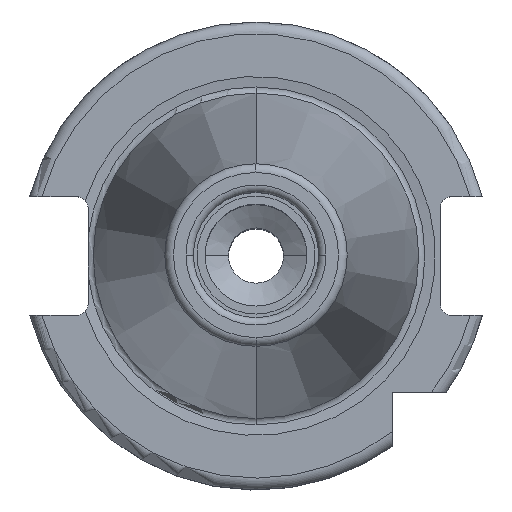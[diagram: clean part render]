
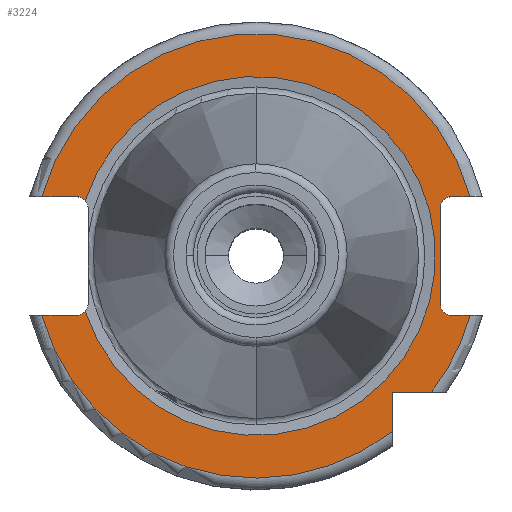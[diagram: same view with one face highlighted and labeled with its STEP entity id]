
A CAD part, top view. The second image highlights one B-rep face of the part: STEP entity #3224.
In plain terms, the highlighted face is planar.
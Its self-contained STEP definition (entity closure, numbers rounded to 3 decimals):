
#903=CARTESIAN_POINT('',(23.189,-7.496,3.2));
#908=CARTESIAN_POINT('',(24.4,-6.45,3.2));
#909=DIRECTION('',(0.,0.,1.));
#910=DIRECTION('',(-0.757,-0.654,0.));
#911=AXIS2_PLACEMENT_3D('',#908,#909,#910);
#931=CARTESIAN_POINT('',(0.,0.,3.2));
#932=DIRECTION('',(0.,0.,1.));
#933=DIRECTION('',(0.952,0.308,0.));
#934=AXIS2_PLACEMENT_3D('',#931,#932,#933);
#939=DIRECTION('',(0.,1.,0.));
#940=VECTOR('',#939,12.9);
#941=CARTESIAN_POINT('',(-25.,-6.45,3.2));
#942=LINE('',#941,#940);
#946=DIRECTION('',(1.,0.,0.));
#947=VECTOR('',#946,2.481);
#948=CARTESIAN_POINT('',(-29.081,-8.05,3.2));
#949=LINE('',#948,#947);
#953=DIRECTION('',(-1.,0.,0.));
#954=VECTOR('',#953,5.339);
#955=CARTESIAN_POINT('',(-18.5,-18.5,3.2));
#956=LINE('',#955,#954);
#960=DIRECTION('',(0.,1.,0.));
#961=VECTOR('',#960,5.339);
#962=CARTESIAN_POINT('',(-18.5,-23.839,3.2));
#963=LINE('',#962,#961);
#967=DIRECTION('',(-1.,0.,0.));
#968=VECTOR('',#967,4.681);
#969=CARTESIAN_POINT('',(29.081,-8.05,3.2));
#970=LINE('',#969,#968);
#974=DIRECTION('',(-1.,0.,0.));
#975=VECTOR('',#974,4.681);
#976=CARTESIAN_POINT('',(29.081,8.05,3.2));
#977=LINE('',#976,#975);
#981=DIRECTION('',(1.,0.,0.));
#982=VECTOR('',#981,2.481);
#983=CARTESIAN_POINT('',(-29.081,8.05,3.2));
#984=LINE('',#983,#982);
#995=CARTESIAN_POINT('',(-26.6,6.45,3.2));
#996=DIRECTION('',(0.,0.,1.));
#997=DIRECTION('',(1.,0.,0.));
#998=AXIS2_PLACEMENT_3D('',#995,#996,#997);
#1059=CARTESIAN_POINT('',(-29.081,8.05,3.2));
#1071=CARTESIAN_POINT('',(0.,0.,3.2));
#1072=DIRECTION('',(0.,0.,-1.));
#1073=DIRECTION('',(-0.964,0.267,0.));
#1074=AXIS2_PLACEMENT_3D('',#1071,#1072,#1073);
#1086=CARTESIAN_POINT('',(29.081,8.05,3.2));
#1120=CARTESIAN_POINT('',(29.081,-8.05,3.2));
#1132=CARTESIAN_POINT('',(0.,0.,3.2));
#1133=DIRECTION('',(0.,0.,-1.));
#1134=DIRECTION('',(0.964,-0.267,0.));
#1135=AXIS2_PLACEMENT_3D('',#1132,#1133,#1134);
#1153=CARTESIAN_POINT('',(0.,0.,3.2));
#1154=DIRECTION('',(0.,0.,-1.));
#1155=DIRECTION('',(-0.79,-0.613,0.));
#1156=AXIS2_PLACEMENT_3D('',#1153,#1154,#1155);
#1168=CARTESIAN_POINT('',(-29.081,-8.05,3.2));
#1244=CARTESIAN_POINT('',(24.4,6.45,3.2));
#1245=DIRECTION('',(0.,0.,1.));
#1246=DIRECTION('',(0.,1.,0.));
#1247=AXIS2_PLACEMENT_3D('',#1244,#1245,#1246);
#1989=CARTESIAN_POINT('',(-26.6,-6.45,3.2));
#1990=DIRECTION('',(0.,0.,1.));
#1991=DIRECTION('',(0.,-1.,0.));
#1992=AXIS2_PLACEMENT_3D('',#1989,#1990,#1991);
#2143=VERTEX_POINT('',#1120);
#2144=VERTEX_POINT('',#1086);
#2189=VERTEX_POINT('',#1059);
#2190=VERTEX_POINT('',#1168);
#2215=CARTESIAN_POINT('',(-18.5,-23.839,3.2));
#2216=CARTESIAN_POINT('',(-18.5,-18.5,3.2));
#2217=VERTEX_POINT('',#2215);
#2218=VERTEX_POINT('',#2216);
#2219=CARTESIAN_POINT('',(-23.839,-18.5,3.2));
#2220=VERTEX_POINT('',#2219);
#2267=CARTESIAN_POINT('',(-25.,6.45,3.2));
#2269=VERTEX_POINT('',#2267);
#2271=CARTESIAN_POINT('',(-26.6,8.05,3.2));
#2273=VERTEX_POINT('',#2271);
#2276=CARTESIAN_POINT('',(-25.,-6.45,3.2));
#2278=VERTEX_POINT('',#2276);
#2280=CARTESIAN_POINT('',(-26.6,-8.05,3.2));
#2282=VERTEX_POINT('',#2280);
#2288=CARTESIAN_POINT('',(24.4,8.05,3.2));
#2290=VERTEX_POINT('',#2288);
#2295=CARTESIAN_POINT('',(24.4,-8.05,3.2));
#2297=VERTEX_POINT('',#2295);
#2363=CARTESIAN_POINT('',(23.189,7.496,3.2));
#2364=VERTEX_POINT('',#2363);
#2365=VERTEX_POINT('',#903);
#3189=CARTESIAN_POINT('',(0.,0.,3.2));
#3190=DIRECTION('',(0.,0.,-1.));
#3191=DIRECTION('',(0.,-1.,0.));
#3192=AXIS2_PLACEMENT_3D('',#3189,#3190,#3191);
#3193=PLANE('',#3192);
#3195=ORIENTED_EDGE('',*,*,#3194,.F.);
#3197=ORIENTED_EDGE('',*,*,#3196,.F.);
#3199=ORIENTED_EDGE('',*,*,#3198,.F.);
#3201=ORIENTED_EDGE('',*,*,#3200,.F.);
#3203=ORIENTED_EDGE('',*,*,#3202,.F.);
#3205=ORIENTED_EDGE('',*,*,#3204,.F.);
#3207=ORIENTED_EDGE('',*,*,#3206,.F.);
#3209=ORIENTED_EDGE('',*,*,#3208,.T.);
#3210=ORIENTED_EDGE('',*,*,#3163,.F.);
#3211=ORIENTED_EDGE('',*,*,#3176,.F.);
#3213=ORIENTED_EDGE('',*,*,#3212,.F.);
#3215=ORIENTED_EDGE('',*,*,#3214,.F.);
#3217=ORIENTED_EDGE('',*,*,#3216,.F.);
#3219=ORIENTED_EDGE('',*,*,#3218,.T.);
#3221=ORIENTED_EDGE('',*,*,#3220,.F.);
#3222=EDGE_LOOP('',(#3195,#3197,#3199,#3201,#3203,#3205,#3207,#3209,#3210,#3211,
#3213,#3215,#3217,#3219,#3221));
#3223=FACE_OUTER_BOUND('',#3222,.F.);
#3224=ADVANCED_FACE('',(#3223),#3193,.T.);
#912=CIRCLE('',#911,1.6);
#935=CIRCLE('',#934,24.371);
#999=CIRCLE('',#998,1.6);
#1075=CIRCLE('',#1074,30.175);
#1136=CIRCLE('',#1135,30.175);
#1157=CIRCLE('',#1156,30.175);
#1248=CIRCLE('',#1247,1.6);
#1993=CIRCLE('',#1992,1.6);
#3163=EDGE_CURVE('',#2365,#2297,#912,.T.);
#3176=EDGE_CURVE('',#2364,#2365,#935,.T.);
#3194=EDGE_CURVE('',#2278,#2269,#942,.T.);
#3196=EDGE_CURVE('',#2282,#2278,#1993,.T.);
#3198=EDGE_CURVE('',#2190,#2282,#949,.T.);
#3200=EDGE_CURVE('',#2220,#2190,#1157,.T.);
#3202=EDGE_CURVE('',#2218,#2220,#956,.T.);
#3204=EDGE_CURVE('',#2217,#2218,#963,.T.);
#3206=EDGE_CURVE('',#2143,#2217,#1136,.T.);
#3208=EDGE_CURVE('',#2143,#2297,#970,.T.);
#3212=EDGE_CURVE('',#2290,#2364,#1248,.T.);
#3214=EDGE_CURVE('',#2144,#2290,#977,.T.);
#3216=EDGE_CURVE('',#2189,#2144,#1075,.T.);
#3218=EDGE_CURVE('',#2189,#2273,#984,.T.);
#3220=EDGE_CURVE('',#2269,#2273,#999,.T.);
